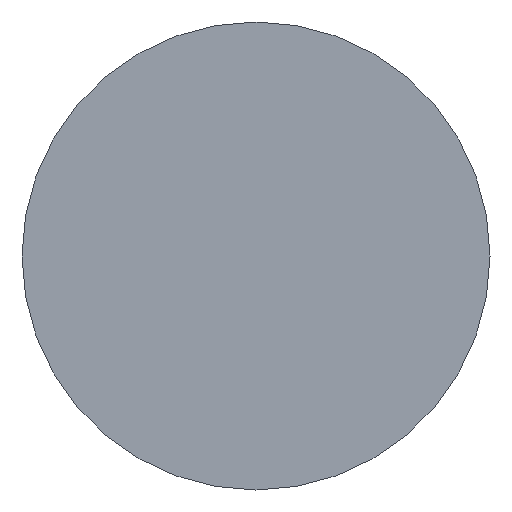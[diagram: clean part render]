
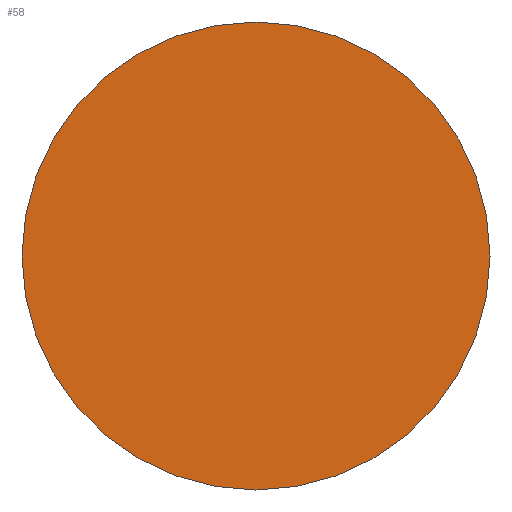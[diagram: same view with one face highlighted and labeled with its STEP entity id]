
A CAD part, left-side view. The second image highlights one B-rep face of the part: STEP entity #58.
In plain terms, the highlighted planar face has unit normal (-1, 0, 0).
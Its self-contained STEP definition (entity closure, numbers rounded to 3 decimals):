
#2 = DIRECTION ( 'NONE',  ( -1., 0., 0. ) ) ;
#7 = EDGE_LOOP ( 'NONE', ( #147, #55 ) ) ;
#11 = DIRECTION ( 'NONE',  ( 0., 0., 1. ) ) ;
#18 = PLANE ( 'NONE',  #31 ) ;
#20 = AXIS2_PLACEMENT_3D ( 'NONE', #27, #2, #124 ) ;
#27 = CARTESIAN_POINT ( 'NONE',  ( 22.201, 13.031, 0. ) ) ;
#31 = AXIS2_PLACEMENT_3D ( 'NONE', #137, #153, #33 ) ;
#33 = DIRECTION ( 'NONE',  ( 0., 0., -1. ) ) ;
#42 = CIRCLE ( 'NONE', #20, 3.15 ) ;
#55 = ORIENTED_EDGE ( 'NONE', *, *, #60, .T. ) ;
#58 = ADVANCED_FACE ( 'NONE', ( #175 ), #18, .F. ) ;
#60 = EDGE_CURVE ( 'NONE', #131, #91, #65, .T. ) ;
#65 = CIRCLE ( 'NONE', #98, 3.15 ) ;
#66 = CARTESIAN_POINT ( 'NONE',  ( 22.201, 13.031, 0. ) ) ;
#69 = CARTESIAN_POINT ( 'NONE',  ( 22.201, 13.031, 3.15 ) ) ;
#91 = VERTEX_POINT ( 'NONE', #69 ) ;
#95 = CARTESIAN_POINT ( 'NONE',  ( 22.201, 13.031, -3.15 ) ) ;
#98 = AXIS2_PLACEMENT_3D ( 'NONE', #66, #122, #11 ) ;
#122 = DIRECTION ( 'NONE',  ( -1., 0., 0. ) ) ;
#124 = DIRECTION ( 'NONE',  ( 0., 0., 1. ) ) ;
#131 = VERTEX_POINT ( 'NONE', #95 ) ;
#137 = CARTESIAN_POINT ( 'NONE',  ( 22.201, 13.031, 0. ) ) ;
#147 = ORIENTED_EDGE ( 'NONE', *, *, #180, .T. ) ;
#153 = DIRECTION ( 'NONE',  ( 1., 0., 0. ) ) ;
#175 = FACE_OUTER_BOUND ( 'NONE', #7, .T. ) ;
#180 = EDGE_CURVE ( 'NONE', #91, #131, #42, .T. ) ;
